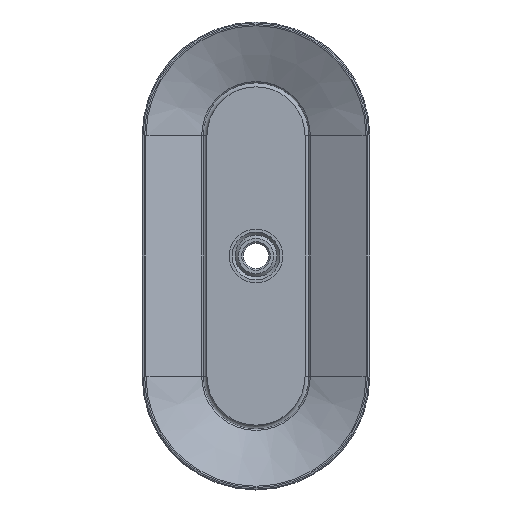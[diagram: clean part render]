
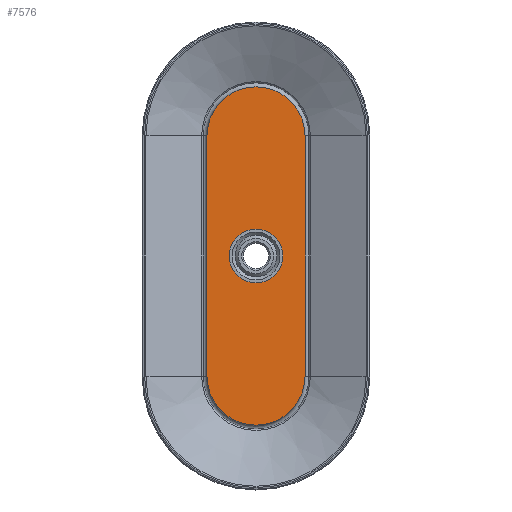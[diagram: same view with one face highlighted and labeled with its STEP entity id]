
A CAD part, front view. The second image highlights one B-rep face of the part: STEP entity #7576.
In plain terms, the highlighted planar face has unit normal (0, -1, 0).
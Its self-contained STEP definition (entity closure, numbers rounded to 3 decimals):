
#564=CIRCLE('',#8325,8.5);
#565=CIRCLE('',#8326,15.5);
#566=CIRCLE('',#8327,15.5);
#2359=ORIENTED_EDGE('',*,*,#3877,.F.);
#2360=ORIENTED_EDGE('',*,*,#3875,.T.);
#2361=ORIENTED_EDGE('',*,*,#3878,.T.);
#2362=ORIENTED_EDGE('',*,*,#3879,.F.);
#2363=ORIENTED_EDGE('',*,*,#3880,.T.);
#3875=EDGE_CURVE('',#4721,#4720,#5417,.T.);
#3877=EDGE_CURVE('',#4722,#4722,#564,.F.);
#3878=EDGE_CURVE('',#4720,#4723,#565,.T.);
#3879=EDGE_CURVE('',#4724,#4723,#5419,.T.);
#3880=EDGE_CURVE('',#4724,#4721,#566,.T.);
#4720=VERTEX_POINT('',#12791);
#4721=VERTEX_POINT('',#12793);
#4722=VERTEX_POINT('',#12797);
#4723=VERTEX_POINT('',#12799);
#4724=VERTEX_POINT('',#12801);
#5417=LINE('',#12792,#6071);
#5419=LINE('',#12800,#6073);
#6071=VECTOR('',#10372,1000.);
#6073=VECTOR('',#10380,1000.);
#6457=EDGE_LOOP('',(#2359));
#6458=EDGE_LOOP('',(#2360,#2361,#2362,#2363));
#6927=FACE_BOUND('',#6457,.T.);
#6928=FACE_BOUND('',#6458,.T.);
#7262=PLANE('',#8324);
#7576=ADVANCED_FACE('',(#6927,#6928),#7262,.F.);
#8324=AXIS2_PLACEMENT_3D('',#12795,#10374,#10375);
#8325=AXIS2_PLACEMENT_3D('',#12796,#10376,#10377);
#8326=AXIS2_PLACEMENT_3D('',#12798,#10378,#10379);
#8327=AXIS2_PLACEMENT_3D('',#12802,#10381,#10382);
#10372=DIRECTION('',(0.,0.,-1.));
#10374=DIRECTION('',(0.,1.,0.));
#10375=DIRECTION('',(0.,0.,1.));
#10376=DIRECTION('',(0.,1.,0.));
#10377=DIRECTION('',(0.,0.,1.));
#10378=DIRECTION('',(0.,-1.,0.));
#10379=DIRECTION('',(0.,0.,-1.));
#10380=DIRECTION('',(0.,0.,-1.));
#10381=DIRECTION('',(0.,-1.,0.));
#10382=DIRECTION('',(0.,0.,-1.));
#12791=CARTESIAN_POINT('',(-15.5,16.5,-38.));
#12792=CARTESIAN_POINT('',(-15.5,16.5,38.));
#12793=CARTESIAN_POINT('',(-15.5,16.5,38.));
#12795=CARTESIAN_POINT('',(-15.5,16.5,38.));
#12796=CARTESIAN_POINT('',(0.,16.5,0.));
#12797=CARTESIAN_POINT('',(0.,16.5,8.5));
#12798=CARTESIAN_POINT('',(0.,16.5,-38.));
#12799=CARTESIAN_POINT('',(15.5,16.5,-38.));
#12800=CARTESIAN_POINT('',(15.5,16.5,38.));
#12801=CARTESIAN_POINT('',(15.5,16.5,38.));
#12802=CARTESIAN_POINT('',(0.,16.5,38.));
